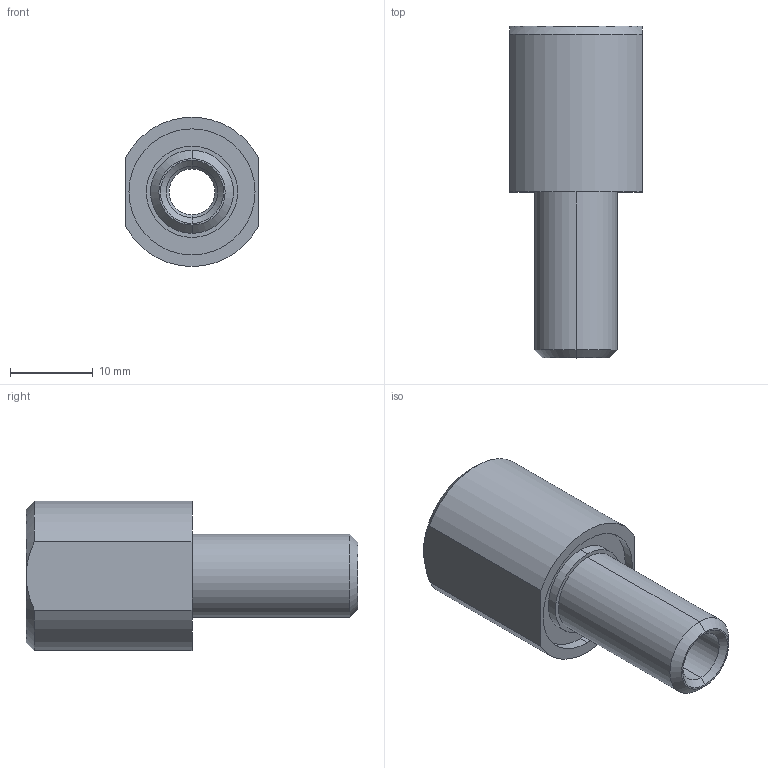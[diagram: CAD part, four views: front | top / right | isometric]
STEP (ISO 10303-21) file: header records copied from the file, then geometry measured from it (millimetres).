
FILE_DESCRIPTION (( 'STEP AP214' ), '1' );
FILE_NAME ('Mise_Air_Libre_M10_IA.SLDPRT.STEP', '2024-09-12T16:44:33', ( '' ), ( '' ), 'SwSTEP 2.0', 'SolidWorks 2024', '' );
FILE_SCHEMA (( 'AUTOMOTIVE_DESIGN' ));
Length unit declared in the file: millimetre
Products named in the file (1): Mise_Air_Libre_M10_IA.SLDPRT
Bounding box: 16 x 40 x 17.97 mm (x, y, z)
Volume: 3087.9 mm3; surface area: 3351.6 mm2
Topology: 1 solids, 1 shells, 41 faces, 85 edges, 51 vertices
Faces by surface type: cylinder 17, cone 15, plane 9
Entity records: 1137 total; most frequent: DIRECTION 212, CARTESIAN_POINT 206, ORIENTED_EDGE 170, AXIS2_PLACEMENT_3D 89, EDGE_CURVE 85, VERTEX_POINT 51, EDGE_LOOP 48, CIRCLE 47
